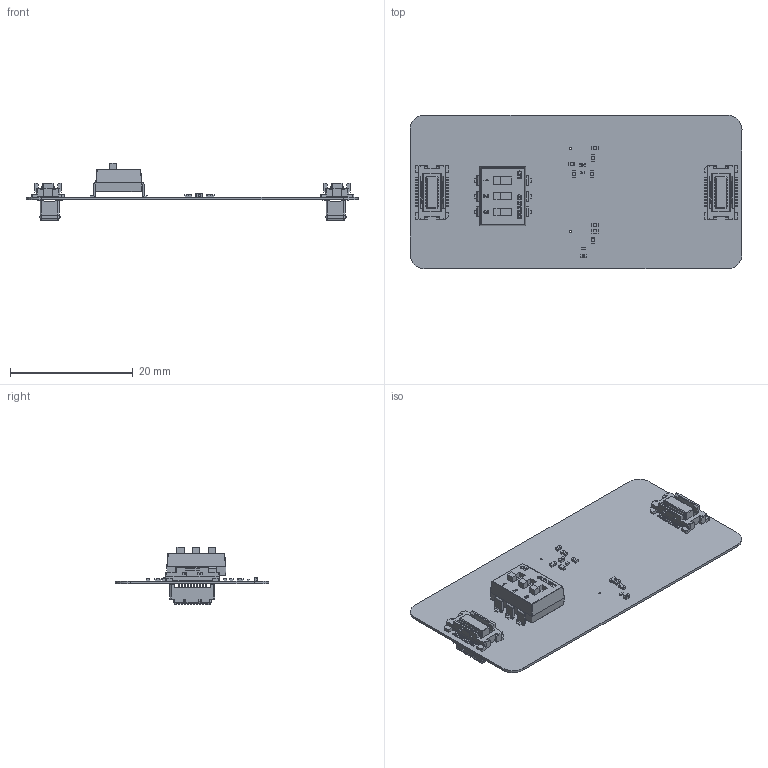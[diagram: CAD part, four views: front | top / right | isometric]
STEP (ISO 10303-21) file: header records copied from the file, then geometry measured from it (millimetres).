
FILE_DESCRIPTION(('Open CASCADE Model'),'2;1');
FILE_NAME('Open CASCADE Shape Model','2022-05-19T10:33:56',('Author'),( 'Open CASCADE'),'Open CASCADE STEP processor 6.8','Open CASCADE 6.8' ,'Unknown');
FILE_SCHEMA(('AUTOMOTIVE_DESIGN { 1 0 10303 214 1 1 1 1 }'));
Length unit declared in the file: millimetre
Products named in the file (42): PCB; Board; Open CASCADE STEP translator 6.8 9.1.1; SW1_M; Switch_Omron_Electronics_Inc-EMC_Div_A6SN-3101_eec; body; pins; actuators; part_number; J4_M; 529910208; Open CASCADE STEP translator 6.8 9.3.1.1; Open CASCADE STEP translator 6.8 9.3.1.2; J3_M; J2_M; 539160208; Open CASCADE STEP translator 6.8 9.5.1.1; Open CASCADE STEP translator 6.8 9.5.1.2; J1_M; R11_M; 6864525728; Extruded; 6864525568; R10_M; R9_M; 6971186064; R8_M; R7_M; R6_M; R5_M; R4_M; C4_M; Cap_Kemet_C0402C562J5RACTU_eec; terminals; value; C3_M; Cap_Murata_GRM155R71C104KA88D_eec; C2_M; C1_M
Assembly tree (66 placements, depth 4):
  PCB
    Board
      Open CASCADE STEP translator 6.8 9.1.1
    SW1_M
      Switch_Omron_Electronics_Inc-EMC_Div_A6SN-3101_eec
        body
        pins
        actuators
        part_number
    J4_M
      529910208
        Open CASCADE STEP translator 6.8 9.3.1.1
        Open CASCADE STEP translator 6.8 9.3.1.2
    J3_M
      529910208
        Open CASCADE STEP translator 6.8 9.3.1.1
        Open CASCADE STEP translator 6.8 9.3.1.2
    J2_M
      539160208
        Open CASCADE STEP translator 6.8 9.5.1.1
        Open CASCADE STEP translator 6.8 9.5.1.2
    J1_M
      539160208
        Open CASCADE STEP translator 6.8 9.5.1.1
        Open CASCADE STEP translator 6.8 9.5.1.2
    R11_M
      6864525728
        Extruded
      6864525568  x2
        Extruded
    R10_M
      6864525728
        Extruded
      6864525568  x2
        Extruded
    R9_M
      6864525728
        Extruded
      6971186064  x2
        Extruded
    R8_M
      6864525728
        Extruded
      6864525568  x2
        Extruded
    R7_M
      6864525728
        Extruded
      6971186064  x2
        Extruded
    R6_M
      6864525728
        Extruded
      6971186064  x2
        Extruded
    R5_M
      6864525728
        Extruded
      6971186064  x2
        Extruded
Bounding box: 54 x 25 x 9.42 mm (x, y, z)
Volume: 977.5 mm3; surface area: 4015.8 mm2
Topology: 51 solids, 51 shells, 3222 faces, 9198 edges, 6500 vertices
Faces by surface type: plane 2274, cylinder 752, bspline 164, sphere 32
Full cylindrical faces by diameter (mm): 0.324 x2
Entity records: 58133 total; most frequent: CARTESIAN_POINT 11949, ORIENTED_EDGE 9562, DIRECTION 8815, EDGE_CURVE 4781, LINE 3883, VECTOR 3883, VERTEX_POINT 3154, AXIS2_PLACEMENT_3D 2466
